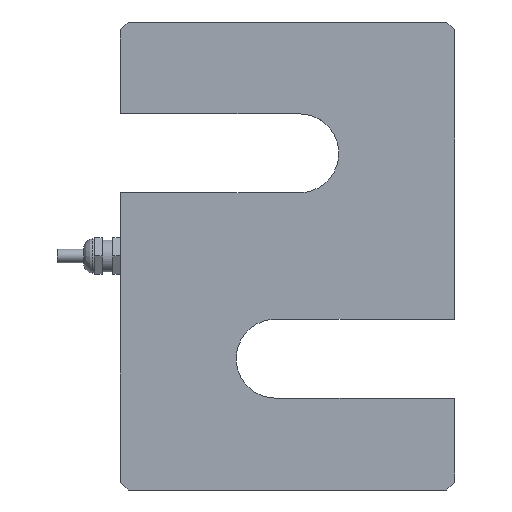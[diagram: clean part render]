
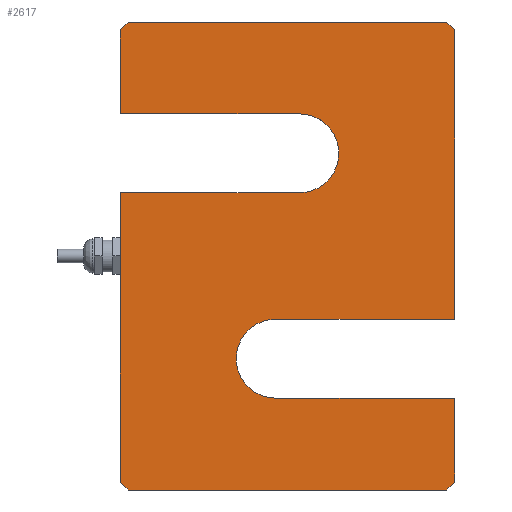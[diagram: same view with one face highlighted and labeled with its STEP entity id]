
A CAD part, front view. The second image highlights one B-rep face of the part: STEP entity #2617.
In plain terms, the highlighted planar face has unit normal (0, -1, 0).
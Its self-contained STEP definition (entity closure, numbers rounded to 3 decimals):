
#285=PLANE('',#2813);
#407=FACE_OUTER_BOUND('',#564,.T.);
#564=EDGE_LOOP('',(#2089,#2090,#2091,#2092,#2093,#2094,#2095,#2096,#2097,
#2098,#2099,#2100,#2101,#2102,#2103,#2104));
#728=LINE('',#7577,#891);
#731=LINE('',#7583,#894);
#734=LINE('',#7589,#897);
#737=LINE('',#7595,#900);
#739=LINE('',#7599,#902);
#741=LINE('',#7605,#904);
#743=LINE('',#7609,#906);
#744=LINE('',#7829,#907);
#746=LINE('',#7833,#909);
#748=LINE('',#7837,#911);
#749=LINE('',#7840,#912);
#750=LINE('',#7842,#913);
#751=LINE('',#7845,#914);
#752=LINE('',#7847,#915);
#891=VECTOR('',#3240,10.);
#894=VECTOR('',#3245,10.);
#897=VECTOR('',#3250,10.);
#900=VECTOR('',#3255,10.);
#902=VECTOR('',#3259,10.);
#904=VECTOR('',#3265,10.);
#906=VECTOR('',#3269,10.);
#907=VECTOR('',#3272,10.);
#909=VECTOR('',#3276,10.);
#911=VECTOR('',#3280,10.);
#912=VECTOR('',#3283,10.);
#913=VECTOR('',#3284,10.);
#914=VECTOR('',#3287,10.);
#915=VECTOR('',#3290,10.);
#955=CIRCLE('',#2814,15.);
#956=CIRCLE('',#2815,15.);
#1175=VERTEX_POINT('',#7573);
#1176=VERTEX_POINT('',#7575);
#1177=VERTEX_POINT('',#7579);
#1178=VERTEX_POINT('',#7581);
#1179=VERTEX_POINT('',#7585);
#1180=VERTEX_POINT('',#7587);
#1181=VERTEX_POINT('',#7591);
#1182=VERTEX_POINT('',#7593);
#1183=VERTEX_POINT('',#7597);
#1185=VERTEX_POINT('',#7603);
#1186=VERTEX_POINT('',#7607);
#1187=VERTEX_POINT('',#7831);
#1188=VERTEX_POINT('',#7835);
#1189=VERTEX_POINT('',#7839);
#1190=VERTEX_POINT('',#7841);
#1191=VERTEX_POINT('',#7844);
#1523=EDGE_CURVE('',#1175,#1176,#728,.T.);
#1526=EDGE_CURVE('',#1177,#1178,#731,.T.);
#1529=EDGE_CURVE('',#1179,#1180,#734,.T.);
#1532=EDGE_CURVE('',#1181,#1182,#737,.T.);
#1534=EDGE_CURVE('',#1176,#1183,#739,.T.);
#1537=EDGE_CURVE('',#1185,#1183,#741,.T.);
#1539=EDGE_CURVE('',#1185,#1186,#743,.T.);
#1542=EDGE_CURVE('',#1181,#1186,#744,.T.);
#1544=EDGE_CURVE('',#1180,#1187,#746,.T.);
#1546=EDGE_CURVE('',#1188,#1187,#748,.T.);
#1547=EDGE_CURVE('',#1177,#1189,#749,.T.);
#1548=EDGE_CURVE('',#1178,#1190,#750,.T.);
#1549=EDGE_CURVE('',#1190,#1175,#955,.T.);
#1550=EDGE_CURVE('',#1182,#1191,#751,.T.);
#1551=EDGE_CURVE('',#1191,#1179,#956,.T.);
#1552=EDGE_CURVE('',#1188,#1189,#752,.T.);
#2089=ORIENTED_EDGE('',*,*,#1547,.F.);
#2090=ORIENTED_EDGE('',*,*,#1526,.T.);
#2091=ORIENTED_EDGE('',*,*,#1548,.T.);
#2092=ORIENTED_EDGE('',*,*,#1549,.T.);
#2093=ORIENTED_EDGE('',*,*,#1523,.T.);
#2094=ORIENTED_EDGE('',*,*,#1534,.T.);
#2095=ORIENTED_EDGE('',*,*,#1537,.F.);
#2096=ORIENTED_EDGE('',*,*,#1539,.T.);
#2097=ORIENTED_EDGE('',*,*,#1542,.F.);
#2098=ORIENTED_EDGE('',*,*,#1532,.T.);
#2099=ORIENTED_EDGE('',*,*,#1550,.T.);
#2100=ORIENTED_EDGE('',*,*,#1551,.T.);
#2101=ORIENTED_EDGE('',*,*,#1529,.T.);
#2102=ORIENTED_EDGE('',*,*,#1544,.T.);
#2103=ORIENTED_EDGE('',*,*,#1546,.F.);
#2104=ORIENTED_EDGE('',*,*,#1552,.T.);
#2617=ADVANCED_FACE('',(#407),#285,.F.);
#2813=AXIS2_PLACEMENT_3D('',#7838,#3281,#3282);
#2814=AXIS2_PLACEMENT_3D('',#7843,#3285,#3286);
#2815=AXIS2_PLACEMENT_3D('',#7846,#3288,#3289);
#3240=DIRECTION('',(-1.,0.,0.));
#3245=DIRECTION('',(0.,0.,-1.));
#3250=DIRECTION('',(1.,0.,0.));
#3255=DIRECTION('',(0.,0.,1.));
#3259=DIRECTION('',(0.,0.,-1.));
#3265=DIRECTION('',(-0.707,0.,0.707));
#3269=DIRECTION('',(1.,0.,0.));
#3272=DIRECTION('',(-0.707,0.,-0.707));
#3276=DIRECTION('',(0.,0.,1.));
#3280=DIRECTION('',(0.707,0.,-0.707));
#3281=DIRECTION('center_axis',(0.,1.,0.));
#3282=DIRECTION('ref_axis',(1.,0.,0.));
#3283=DIRECTION('',(0.707,0.,0.707));
#3284=DIRECTION('',(1.,0.,0.));
#3285=DIRECTION('center_axis',(0.,1.,0.));
#3286=DIRECTION('ref_axis',(0.,0.,1.));
#3287=DIRECTION('',(-1.,0.,0.));
#3288=DIRECTION('center_axis',(0.,1.,0.));
#3289=DIRECTION('ref_axis',(0.,0.,-1.));
#3290=DIRECTION('',(-1.,0.,0.));
#7573=CARTESIAN_POINT('',(4.5,-25.4,24.));
#7575=CARTESIAN_POINT('',(-63.5,-25.4,24.));
#7577=CARTESIAN_POINT('',(-63.5,-25.4,24.));
#7579=CARTESIAN_POINT('',(-63.5,-25.4,85.9));
#7581=CARTESIAN_POINT('',(-63.5,-25.4,54.));
#7583=CARTESIAN_POINT('',(-63.5,-25.4,88.9));
#7585=CARTESIAN_POINT('',(-4.5,-25.4,-24.));
#7587=CARTESIAN_POINT('',(63.5,-25.4,-24.));
#7589=CARTESIAN_POINT('',(63.5,-25.4,-24.));
#7591=CARTESIAN_POINT('',(63.5,-25.4,-85.9));
#7593=CARTESIAN_POINT('',(63.5,-25.4,-54.));
#7595=CARTESIAN_POINT('',(63.5,-25.4,-88.9));
#7597=CARTESIAN_POINT('',(-63.5,-25.4,-85.9));
#7599=CARTESIAN_POINT('',(-63.5,-25.4,88.9));
#7603=CARTESIAN_POINT('',(-60.5,-25.4,-88.9));
#7605=CARTESIAN_POINT('',(-68.35,-25.4,-81.05));
#7607=CARTESIAN_POINT('',(60.5,-25.4,-88.9));
#7609=CARTESIAN_POINT('',(-63.5,-25.4,-88.9));
#7829=CARTESIAN_POINT('',(68.35,-25.4,-81.05));
#7831=CARTESIAN_POINT('',(63.5,-25.4,85.9));
#7833=CARTESIAN_POINT('',(63.5,-25.4,-88.9));
#7835=CARTESIAN_POINT('',(60.5,-25.4,88.9));
#7837=CARTESIAN_POINT('',(68.35,-25.4,81.05));
#7838=CARTESIAN_POINT('Origin',(0.,-25.4,0.));
#7839=CARTESIAN_POINT('',(-60.5,-25.4,88.9));
#7840=CARTESIAN_POINT('',(-68.35,-25.4,81.05));
#7841=CARTESIAN_POINT('',(4.5,-25.4,54.));
#7842=CARTESIAN_POINT('',(-63.5,-25.4,54.));
#7843=CARTESIAN_POINT('Origin',(4.5,-25.4,39.));
#7844=CARTESIAN_POINT('',(-4.5,-25.4,-54.));
#7845=CARTESIAN_POINT('',(63.5,-25.4,-54.));
#7846=CARTESIAN_POINT('Origin',(-4.5,-25.4,-39.));
#7847=CARTESIAN_POINT('',(63.5,-25.4,88.9));
